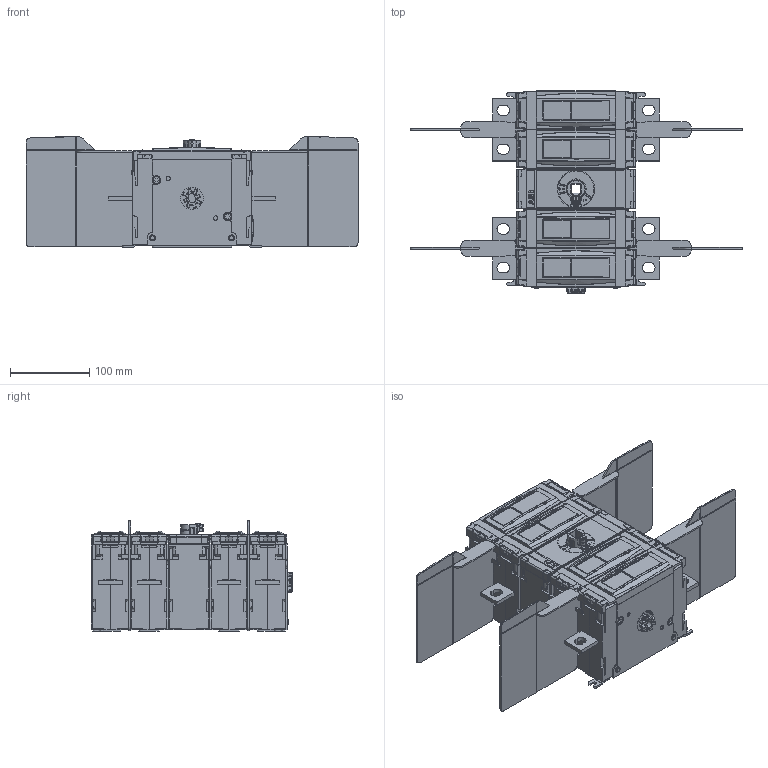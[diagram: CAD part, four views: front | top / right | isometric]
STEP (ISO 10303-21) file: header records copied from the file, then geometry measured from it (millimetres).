
FILE_DESCRIPTION((''),'2;1');
FILE_NAME('OTDC250-600UFV22_IGS_ASM','2018-10-24T',('FIFRSTR'),(''),'CREO PARAMETRIC BY PTC INC, 2017480','CREO PARAMETRIC BY PTC INC, 2017480','');
FILE_SCHEMA(('AUTOMOTIVE_DESIGN { 1 0 10303 214 1 1 1 1 }'));
Products named in the file (3): OTDC250-600UFV22_IGS; MOUNTING_FOOT_OTDC_F; OTDC250-600UFV22_IGS_ASM
Assembly tree (5 placements, depth 2):
  OTDC250-600UFV22_IGS_ASM
    OTDC250-600UFV22_IGS
    MOUNTING_FOOT_OTDC_F  x4
Bounding box: 420 x 255.5 x 140 mm (x, y, z)
Volume: 4474568.4 mm3; surface area: 492207.5 mm2
Topology: 5 solids, 5 shells, 5966 faces, 16742 edges, 10727 vertices
Faces by surface type: plane 3382, cylinder 1106, cone 719, bspline 394, torus 153, sphere 130, extrusion 82
Entity records: 293598 total; most frequent: CARTESIAN_POINT 98664, ORIENTED_EDGE 32468, DIRECTION 26890, EDGE_CURVE 16234, VERTEX_POINT 10475, VECTOR 10182, LINE 10100, AXIS2_PLACEMENT_3D 8354
